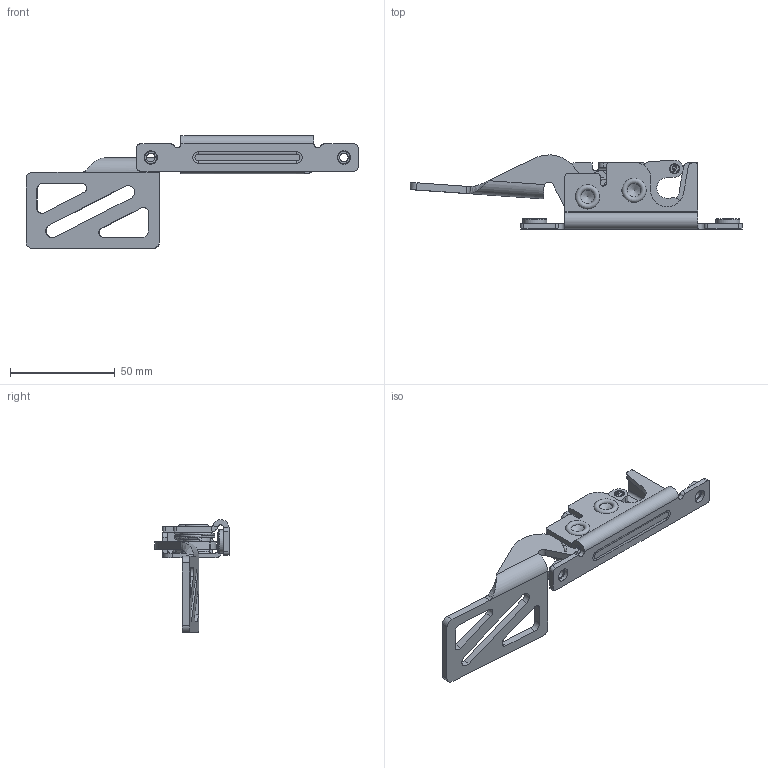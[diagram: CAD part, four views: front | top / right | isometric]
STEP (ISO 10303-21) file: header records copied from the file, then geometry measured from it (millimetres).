
FILE_DESCRIPTION(/* description */ (''),/* implementation_level */ '2;1');
FILE_NAME(/* name */ '65-231-BR_03_01_2022.stp',/* time_stamp */ '2022-03-01T10:30:56-05:00',/* author */ ('dtinay'),/* organization */ (''),/* preprocessor_version */ 'ST-DEVELOPER v18.1',/* originating_system */ 'Autodesk Inventor 2020',/* authorisation */ '');
FILE_SCHEMA (('AUTOMOTIVE_DESIGN { 1 0 10303 214 3 1 1 }'));
Length unit declared in the file: inch
Products named in the file (1): 65-231-BR_Shrinkwrap_1
Bounding box: 158.54 x 35.37 x 53.87 mm (x, y, z)
Volume: 25736 mm3; surface area: 22520.4 mm2
Topology: 1 solids, 1 shells, 562 faces, 1533 edges, 1015 vertices
Faces by surface type: plane 324, cylinder 134, bspline 64, torus 34, cone 6
Full cylindrical faces by diameter (mm): 1.118 x5, 2.337 x1, 3.175 x1, 4.134 x2, 4.318 x2, 4.826 x2, 6 x2, 6.401 x2, 11.112 x2, 11.367 x2, 11.4 x2, 12.7 x2
Entity records: 19681 total; most frequent: CARTESIAN_POINT 5454, ORIENTED_EDGE 3066, DIRECTION 2765, EDGE_CURVE 1533, VERTEX_POINT 1015, LINE 1001, VECTOR 1001, AXIS2_PLACEMENT_3D 882
